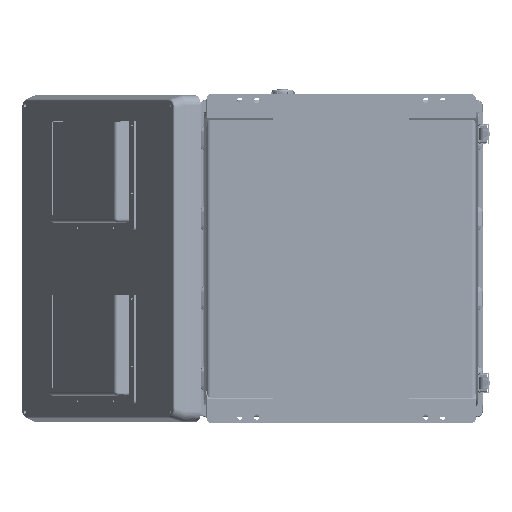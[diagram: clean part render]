
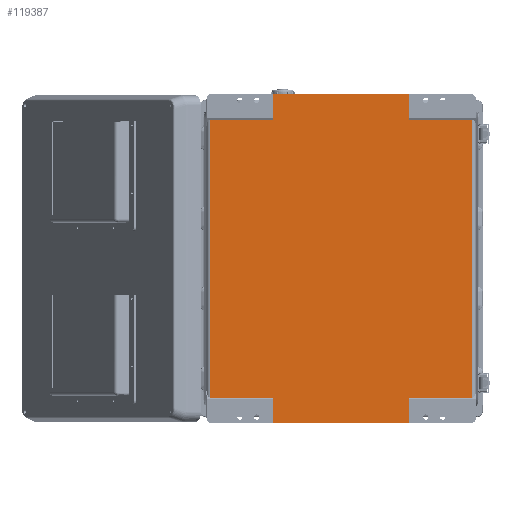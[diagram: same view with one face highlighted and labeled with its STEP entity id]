
A CAD part, front view. The second image highlights one B-rep face of the part: STEP entity #119387.
In plain terms, the highlighted planar face has unit normal (0, -1, 0).
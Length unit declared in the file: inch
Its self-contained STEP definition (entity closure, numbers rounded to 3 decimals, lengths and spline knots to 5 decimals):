
#606 = VECTOR ( 'NONE', #138370, 39.37008 ) ;
#4758 = EDGE_CURVE ( 'NONE', #88034, #70058, #143294, .T. ) ;
#5599 = VECTOR ( 'NONE', #88348, 39.37008 ) ;
#7515 = VERTEX_POINT ( 'NONE', #53941 ) ;
#8065 = LINE ( 'NONE', #127451, #606 ) ;
#10025 = LINE ( 'NONE', #70909, #32861 ) ;
#11564 = DIRECTION ( 'NONE',  ( 0., 0., 1. ) ) ;
#16158 = DIRECTION ( 'NONE',  ( -1., 0., 0. ) ) ;
#16374 = VECTOR ( 'NONE', #76090, 39.37008 ) ;
#16903 = CARTESIAN_POINT ( 'NONE',  ( -8.11811, 0.05906, -17.96858 ) ) ;
#17338 = CARTESIAN_POINT ( 'NONE',  ( 4.03163, 0.05906, -20.34606 ) ) ;
#18109 = DIRECTION ( 'NONE',  ( 0., 0., -1. ) ) ;
#19441 = CARTESIAN_POINT ( 'NONE',  ( -7.73754, 0.05906, -17.96858 ) ) ;
#20664 = DIRECTION ( 'NONE',  ( 0., 1., 0. ) ) ;
#21777 = CARTESIAN_POINT ( 'NONE',  ( -4.03163, 0.05906, -19.48819 ) ) ;
#25374 = CARTESIAN_POINT ( 'NONE',  ( 8.11811, 0.05906, 0. ) ) ;
#25433 = EDGE_CURVE ( 'NONE', #94862, #7515, #10025, .T. ) ;
#28067 = ORIENTED_EDGE ( 'NONE', *, *, #30531, .T. ) ;
#29998 = VECTOR ( 'NONE', #78480, 39.37008 ) ;
#30531 = EDGE_CURVE ( 'NONE', #103931, #88034, #76963, .T. ) ;
#31577 = FACE_OUTER_BOUND ( 'NONE', #36451, .T. ) ;
#32861 = VECTOR ( 'NONE', #11564, 39.37008 ) ;
#33118 = PLANE ( 'NONE',  #100983 ) ;
#36364 = CARTESIAN_POINT ( 'NONE',  ( -4.03163, 0.05906, -20.34606 ) ) ;
#36451 = EDGE_LOOP ( 'NONE', ( #109300, #28067, #128253, #61369, #129034, #91789, #64982, #61041, #130008, #143303, #143614, #115961 ) ) ;
#40149 = VECTOR ( 'NONE', #109344, 39.37008 ) ;
#41308 = VERTEX_POINT ( 'NONE', #149754 ) ;
#42114 = VERTEX_POINT ( 'NONE', #68035 ) ;
#48014 = CARTESIAN_POINT ( 'NONE',  ( 7.73754, 0.05906, -17.96858 ) ) ;
#51773 = VECTOR ( 'NONE', #18109, 39.37008 ) ;
#53941 = CARTESIAN_POINT ( 'NONE',  ( 7.73754, 0.05906, -1.51961 ) ) ;
#54139 = EDGE_CURVE ( 'NONE', #42114, #133852, #54716, .T. ) ;
#54716 = LINE ( 'NONE', #17338, #51773 ) ;
#58960 = DIRECTION ( 'NONE',  ( -1., 0., 0. ) ) ;
#60304 = VECTOR ( 'NONE', #16158, 39.37008 ) ;
#61041 = ORIENTED_EDGE ( 'NONE', *, *, #115752, .T. ) ;
#61207 = EDGE_CURVE ( 'NONE', #94862, #42114, #91412, .T. ) ;
#61369 = ORIENTED_EDGE ( 'NONE', *, *, #112187, .F. ) ;
#64982 = ORIENTED_EDGE ( 'NONE', *, *, #25433, .T. ) ;
#68035 = CARTESIAN_POINT ( 'NONE',  ( 4.03163, 0.05906, -17.96858 ) ) ;
#70058 = VERTEX_POINT ( 'NONE', #21777 ) ;
#70764 = VERTEX_POINT ( 'NONE', #126767 ) ;
#70909 = CARTESIAN_POINT ( 'NONE',  ( 7.73754, 0.05906, -1.51961 ) ) ;
#73435 = LINE ( 'NONE', #121040, #40149 ) ;
#74963 = LINE ( 'NONE', #98418, #124732 ) ;
#76090 = DIRECTION ( 'NONE',  ( 0., 0., 1. ) ) ;
#76963 = LINE ( 'NONE', #16903, #29998 ) ;
#77381 = CARTESIAN_POINT ( 'NONE',  ( 8.11811, 0.05906, -17.96858 ) ) ;
#78480 = DIRECTION ( 'NONE',  ( 1., 0., 0. ) ) ;
#79176 = DIRECTION ( 'NONE',  ( 0., 0., 1. ) ) ;
#84453 = EDGE_CURVE ( 'NONE', #110937, #106272, #139217, .T. ) ;
#85147 = VECTOR ( 'NONE', #58960, 39.37008 ) ;
#87395 = VECTOR ( 'NONE', #142509, 39.37008 ) ;
#87438 = DIRECTION ( 'NONE',  ( -1., 0., 0. ) ) ;
#88034 = VERTEX_POINT ( 'NONE', #135321 ) ;
#88348 = DIRECTION ( 'NONE',  ( -1., 0., 0. ) ) ;
#91412 = LINE ( 'NONE', #77381, #5599 ) ;
#91556 = VERTEX_POINT ( 'NONE', #109398 ) ;
#91678 = CARTESIAN_POINT ( 'NONE',  ( 8.11811, 0.05906, -1.51961 ) ) ;
#91789 = ORIENTED_EDGE ( 'NONE', *, *, #61207, .F. ) ;
#93103 = EDGE_CURVE ( 'NONE', #91556, #41308, #146646, .T. ) ;
#94823 = EDGE_CURVE ( 'NONE', #41308, #106272, #119059, .T. ) ;
#94862 = VERTEX_POINT ( 'NONE', #48014 ) ;
#95128 = CARTESIAN_POINT ( 'NONE',  ( -4.03163, 0.05906, -1.51961 ) ) ;
#98418 = CARTESIAN_POINT ( 'NONE',  ( 8.11811, 0.05906, -19.48819 ) ) ;
#100983 = AXIS2_PLACEMENT_3D ( 'NONE', #91678, #20664, #79176 ) ;
#103931 = VERTEX_POINT ( 'NONE', #19441 ) ;
#106272 = VERTEX_POINT ( 'NONE', #141906 ) ;
#109300 = ORIENTED_EDGE ( 'NONE', *, *, #149084, .F. ) ;
#109344 = DIRECTION ( 'NONE',  ( 1., 0., 0. ) ) ;
#109398 = CARTESIAN_POINT ( 'NONE',  ( 4.03163, 0.05906, -1.51961 ) ) ;
#110757 = EDGE_CURVE ( 'NONE', #70764, #110937, #73435, .T. ) ;
#110937 = VERTEX_POINT ( 'NONE', #95128 ) ;
#111552 = DIRECTION ( 'NONE',  ( 0., 0., 1. ) ) ;
#112034 = CARTESIAN_POINT ( 'NONE',  ( -4.03163, 0.05906, 0.85787 ) ) ;
#112087 = CARTESIAN_POINT ( 'NONE',  ( 4.03163, 0.05906, -19.48819 ) ) ;
#112187 = EDGE_CURVE ( 'NONE', #133852, #70058, #74963, .T. ) ;
#115752 = EDGE_CURVE ( 'NONE', #7515, #91556, #147244, .T. ) ;
#115961 = ORIENTED_EDGE ( 'NONE', *, *, #110757, .F. ) ;
#119059 = LINE ( 'NONE', #25374, #85147 ) ;
#119387 = ADVANCED_FACE ( 'NONE', ( #31577 ), #33118, .F. ) ;
#121040 = CARTESIAN_POINT ( 'NONE',  ( -8.11811, 0.05906, -1.51961 ) ) ;
#124732 = VECTOR ( 'NONE', #87438, 39.37008 ) ;
#125147 = VECTOR ( 'NONE', #111552, 39.37008 ) ;
#126767 = CARTESIAN_POINT ( 'NONE',  ( -7.73754, 0.05906, -1.51961 ) ) ;
#127451 = CARTESIAN_POINT ( 'NONE',  ( -7.73754, 0.05906, -1.51961 ) ) ;
#128253 = ORIENTED_EDGE ( 'NONE', *, *, #4758, .T. ) ;
#129034 = ORIENTED_EDGE ( 'NONE', *, *, #54139, .F. ) ;
#130008 = ORIENTED_EDGE ( 'NONE', *, *, #93103, .T. ) ;
#133852 = VERTEX_POINT ( 'NONE', #112087 ) ;
#134928 = CARTESIAN_POINT ( 'NONE',  ( 4.03163, 0.05906, 0.85787 ) ) ;
#135321 = CARTESIAN_POINT ( 'NONE',  ( -4.03163, 0.05906, -17.96858 ) ) ;
#136297 = CARTESIAN_POINT ( 'NONE',  ( 8.11811, 0.05906, -1.51961 ) ) ;
#138370 = DIRECTION ( 'NONE',  ( 0., 0., 1. ) ) ;
#139217 = LINE ( 'NONE', #112034, #16374 ) ;
#141906 = CARTESIAN_POINT ( 'NONE',  ( -4.03163, 0.05906, 0. ) ) ;
#142509 = DIRECTION ( 'NONE',  ( 0., 0., -1. ) ) ;
#143294 = LINE ( 'NONE', #36364, #87395 ) ;
#143303 = ORIENTED_EDGE ( 'NONE', *, *, #94823, .T. ) ;
#143614 = ORIENTED_EDGE ( 'NONE', *, *, #84453, .F. ) ;
#146646 = LINE ( 'NONE', #134928, #125147 ) ;
#147244 = LINE ( 'NONE', #136297, #60304 ) ;
#149084 = EDGE_CURVE ( 'NONE', #103931, #70764, #8065, .T. ) ;
#149754 = CARTESIAN_POINT ( 'NONE',  ( 4.03163, 0.05906, 0. ) ) ;
